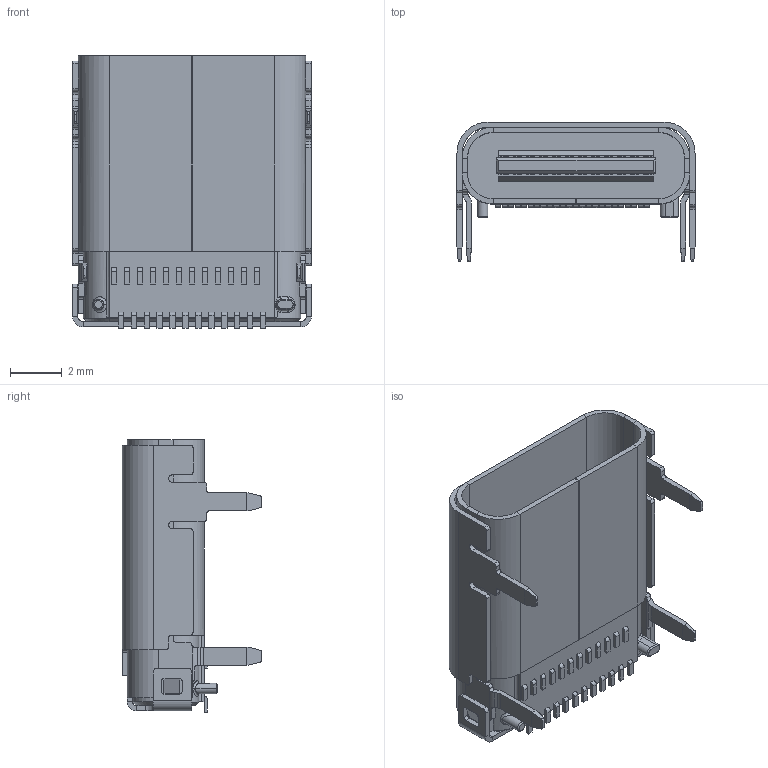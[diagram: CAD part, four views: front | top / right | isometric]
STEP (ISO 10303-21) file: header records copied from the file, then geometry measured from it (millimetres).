
FILE_DESCRIPTION (( 'STEP AP214' ), '1' );
FILE_NAME ('12401598E4#2A.STEP', '2018-04-24T12:11:09', ( '' ), ( '' ), 'SwSTEP 2.0', 'SolidWorks 2017', '' );
FILE_SCHEMA (( 'AUTOMOTIVE_DESIGN' ));
Length unit declared in the file: millimetre
Products named in the file (1): 12401598E4#2A
Bounding box: 9.2 x 5.38 x 10.5 mm (x, y, z)
Volume: 173.9 mm3; surface area: 908.1 mm2
Topology: 53 solids, 53 shells, 665 faces, 1583 edges, 1022 vertices
Faces by surface type: plane 480, cylinder 168, cone 8, torus 5, bspline 4
Entity records: 21380 total; most frequent: CARTESIAN_POINT 3800, DIRECTION 3182, ORIENTED_EDGE 3166, EDGE_CURVE 1583, VECTOR 1202, LINE 1202, VERTEX_POINT 1022, AXIS2_PLACEMENT_3D 990
